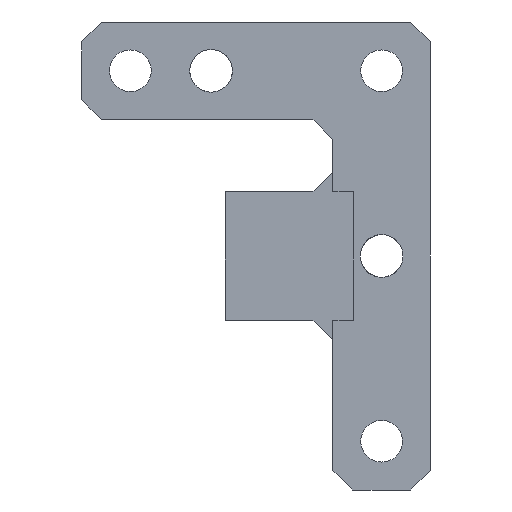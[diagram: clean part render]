
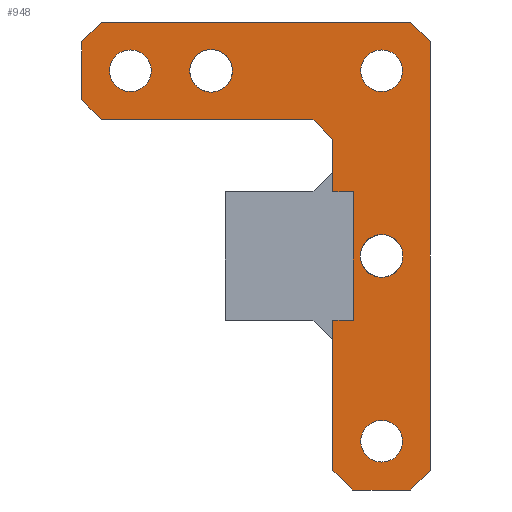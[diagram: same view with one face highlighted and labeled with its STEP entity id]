
A CAD part, left-side view. The second image highlights one B-rep face of the part: STEP entity #948.
In plain terms, the highlighted planar face has unit normal (-1, 0, 0).
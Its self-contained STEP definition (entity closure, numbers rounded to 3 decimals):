
#27=FACE_BOUND('',#128,.T.);
#28=FACE_BOUND('',#129,.T.);
#29=FACE_BOUND('',#130,.T.);
#30=FACE_BOUND('',#131,.T.);
#31=FACE_BOUND('',#132,.T.);
#40=CIRCLE('',#1014,2.1);
#41=CIRCLE('',#1015,2.1);
#42=CIRCLE('',#1016,2.1);
#43=CIRCLE('',#1017,2.147);
#44=CIRCLE('',#1018,2.147);
#76=FACE_OUTER_BOUND('',#127,.T.);
#127=EDGE_LOOP('',(#649,#650,#651,#652,#653,#654,#655,#656,#657,#658,#659,
#660,#661,#662,#663,#664));
#128=EDGE_LOOP('',(#665));
#129=EDGE_LOOP('',(#666));
#130=EDGE_LOOP('',(#667));
#131=EDGE_LOOP('',(#668));
#132=EDGE_LOOP('',(#669));
#189=LINE('',#1374,#295);
#195=LINE('',#1385,#301);
#196=LINE('',#1389,#302);
#200=LINE('',#1397,#306);
#205=LINE('',#1407,#311);
#206=LINE('',#1409,#312);
#207=LINE('',#1411,#313);
#208=LINE('',#1413,#314);
#209=LINE('',#1415,#315);
#210=LINE('',#1417,#316);
#211=LINE('',#1419,#317);
#212=LINE('',#1421,#318);
#213=LINE('',#1422,#319);
#214=LINE('',#1424,#320);
#215=LINE('',#1426,#321);
#216=LINE('',#1427,#322);
#295=VECTOR('',#1098,10.);
#301=VECTOR('',#1106,10.);
#302=VECTOR('',#1109,10.);
#306=VECTOR('',#1115,10.);
#311=VECTOR('',#1122,10.);
#312=VECTOR('',#1123,10.);
#313=VECTOR('',#1124,10.);
#314=VECTOR('',#1125,10.);
#315=VECTOR('',#1126,10.);
#316=VECTOR('',#1127,10.);
#317=VECTOR('',#1128,10.);
#318=VECTOR('',#1129,10.);
#319=VECTOR('',#1130,10.);
#320=VECTOR('',#1131,10.);
#321=VECTOR('',#1132,10.);
#322=VECTOR('',#1133,10.);
#401=VERTEX_POINT('',#1371);
#402=VERTEX_POINT('',#1373);
#406=VERTEX_POINT('',#1383);
#407=VERTEX_POINT('',#1387);
#408=VERTEX_POINT('',#1388);
#411=VERTEX_POINT('',#1396);
#415=VERTEX_POINT('',#1406);
#416=VERTEX_POINT('',#1408);
#417=VERTEX_POINT('',#1410);
#418=VERTEX_POINT('',#1412);
#419=VERTEX_POINT('',#1414);
#420=VERTEX_POINT('',#1416);
#421=VERTEX_POINT('',#1418);
#422=VERTEX_POINT('',#1420);
#423=VERTEX_POINT('',#1423);
#424=VERTEX_POINT('',#1425);
#425=VERTEX_POINT('',#1428);
#426=VERTEX_POINT('',#1430);
#427=VERTEX_POINT('',#1432);
#428=VERTEX_POINT('',#1434);
#429=VERTEX_POINT('',#1436);
#493=EDGE_CURVE('',#401,#402,#189,.T.);
#499=EDGE_CURVE('',#401,#406,#195,.T.);
#500=EDGE_CURVE('',#407,#408,#196,.T.);
#504=EDGE_CURVE('',#411,#408,#200,.T.);
#509=EDGE_CURVE('',#407,#415,#205,.T.);
#510=EDGE_CURVE('',#416,#415,#206,.T.);
#511=EDGE_CURVE('',#416,#417,#207,.T.);
#512=EDGE_CURVE('',#418,#417,#208,.T.);
#513=EDGE_CURVE('',#418,#419,#209,.T.);
#514=EDGE_CURVE('',#420,#419,#210,.T.);
#515=EDGE_CURVE('',#420,#421,#211,.T.);
#516=EDGE_CURVE('',#422,#421,#212,.T.);
#517=EDGE_CURVE('',#422,#402,#213,.T.);
#518=EDGE_CURVE('',#406,#423,#214,.T.);
#519=EDGE_CURVE('',#423,#424,#215,.T.);
#520=EDGE_CURVE('',#424,#411,#216,.T.);
#521=EDGE_CURVE('',#425,#425,#40,.T.);
#522=EDGE_CURVE('',#426,#426,#41,.T.);
#523=EDGE_CURVE('',#427,#427,#42,.T.);
#524=EDGE_CURVE('',#428,#428,#43,.T.);
#525=EDGE_CURVE('',#429,#429,#44,.T.);
#649=ORIENTED_EDGE('',*,*,#500,.F.);
#650=ORIENTED_EDGE('',*,*,#509,.T.);
#651=ORIENTED_EDGE('',*,*,#510,.F.);
#652=ORIENTED_EDGE('',*,*,#511,.T.);
#653=ORIENTED_EDGE('',*,*,#512,.F.);
#654=ORIENTED_EDGE('',*,*,#513,.T.);
#655=ORIENTED_EDGE('',*,*,#514,.F.);
#656=ORIENTED_EDGE('',*,*,#515,.T.);
#657=ORIENTED_EDGE('',*,*,#516,.F.);
#658=ORIENTED_EDGE('',*,*,#517,.T.);
#659=ORIENTED_EDGE('',*,*,#493,.F.);
#660=ORIENTED_EDGE('',*,*,#499,.T.);
#661=ORIENTED_EDGE('',*,*,#518,.T.);
#662=ORIENTED_EDGE('',*,*,#519,.T.);
#663=ORIENTED_EDGE('',*,*,#520,.T.);
#664=ORIENTED_EDGE('',*,*,#504,.T.);
#665=ORIENTED_EDGE('',*,*,#521,.T.);
#666=ORIENTED_EDGE('',*,*,#522,.T.);
#667=ORIENTED_EDGE('',*,*,#523,.T.);
#668=ORIENTED_EDGE('',*,*,#524,.T.);
#669=ORIENTED_EDGE('',*,*,#525,.T.);
#909=PLANE('',#1013);
#948=ADVANCED_FACE('',(#76,#27,#28,#29,#30,#31),#909,.F.);
#1013=AXIS2_PLACEMENT_3D('',#1405,#1120,#1121);
#1014=AXIS2_PLACEMENT_3D('',#1429,#1134,#1135);
#1015=AXIS2_PLACEMENT_3D('',#1431,#1136,#1137);
#1016=AXIS2_PLACEMENT_3D('',#1433,#1138,#1139);
#1017=AXIS2_PLACEMENT_3D('',#1435,#1140,#1141);
#1018=AXIS2_PLACEMENT_3D('',#1437,#1142,#1143);
#1098=DIRECTION('',(0.,0.707,0.707));
#1106=DIRECTION('',(0.,0.,-1.));
#1109=DIRECTION('',(0.,0.707,0.707));
#1115=DIRECTION('',(0.,0.,-1.));
#1120=DIRECTION('center_axis',(1.,0.,0.));
#1121=DIRECTION('ref_axis',(0.,0.,-1.));
#1122=DIRECTION('',(0.,-1.,0.));
#1123=DIRECTION('',(0.,0.707,-0.707));
#1124=DIRECTION('',(0.,0.,1.));
#1125=DIRECTION('',(0.,-0.707,-0.707));
#1126=DIRECTION('',(0.,1.,0.));
#1127=DIRECTION('',(0.,-0.707,0.707));
#1128=DIRECTION('',(0.,0.,-1.));
#1129=DIRECTION('',(0.,0.707,0.707));
#1130=DIRECTION('',(0.,-1.,0.));
#1131=DIRECTION('',(0.,-1.,0.));
#1132=DIRECTION('',(0.,0.,-1.));
#1133=DIRECTION('',(0.,1.,0.));
#1134=DIRECTION('center_axis',(1.,0.,0.));
#1135=DIRECTION('ref_axis',(0.,0.,-1.));
#1136=DIRECTION('center_axis',(1.,0.,0.));
#1137=DIRECTION('ref_axis',(0.,0.,-1.));
#1138=DIRECTION('center_axis',(1.,0.,0.));
#1139=DIRECTION('ref_axis',(0.,0.,-1.));
#1140=DIRECTION('center_axis',(1.,0.,0.));
#1141=DIRECTION('ref_axis',(0.,0.,-1.));
#1142=DIRECTION('center_axis',(1.,0.,0.));
#1143=DIRECTION('ref_axis',(0.,0.,-1.));
#1371=CARTESIAN_POINT('',(-6.,4.91,-6.91));
#1373=CARTESIAN_POINT('',(-6.,6.91,-4.91));
#1374=CARTESIAN_POINT('',(-6.,4.411,-7.409));
#1383=CARTESIAN_POINT('',(-6.,4.91,-12.19));
#1385=CARTESIAN_POINT('',(-6.,4.91,-42.191));
#1387=CARTESIAN_POINT('',(-6.,2.91,-42.191));
#1388=CARTESIAN_POINT('',(-6.,4.91,-40.191));
#1389=CARTESIAN_POINT('',(-6.,11.732,-33.369));
#1396=CARTESIAN_POINT('',(-6.,4.91,-25.09));
#1397=CARTESIAN_POINT('',(-6.,4.91,-42.191));
#1405=CARTESIAN_POINT('Origin',(-6.,12.646,-18.641));
#1406=CARTESIAN_POINT('',(-6.,-2.91,-42.191));
#1407=CARTESIAN_POINT('',(-6.,-4.91,-42.191));
#1408=CARTESIAN_POINT('',(-6.,-4.91,-40.191));
#1409=CARTESIAN_POINT('',(-6.,-5.409,-39.692));
#1410=CARTESIAN_POINT('',(-6.,-4.91,2.91));
#1411=CARTESIAN_POINT('',(-6.,-4.91,4.91));
#1412=CARTESIAN_POINT('',(-6.,-2.91,4.91));
#1413=CARTESIAN_POINT('',(-6.,-5.409,2.411));
#1414=CARTESIAN_POINT('',(-6.,28.202,4.91));
#1415=CARTESIAN_POINT('',(-6.,-4.91,4.91));
#1416=CARTESIAN_POINT('',(-6.,30.202,2.91));
#1417=CARTESIAN_POINT('',(-6.,30.701,2.411));
#1418=CARTESIAN_POINT('',(-6.,30.202,-2.91));
#1419=CARTESIAN_POINT('',(-6.,30.202,4.91));
#1420=CARTESIAN_POINT('',(-6.,28.202,-4.91));
#1421=CARTESIAN_POINT('',(-6.,21.38,-11.732));
#1422=CARTESIAN_POINT('',(-6.,30.202,-4.91));
#1423=CARTESIAN_POINT('',(-6.,2.85,-12.19));
#1424=CARTESIAN_POINT('',(-6.,7.748,-12.19));
#1425=CARTESIAN_POINT('',(-6.,2.85,-25.09));
#1426=CARTESIAN_POINT('',(-6.,2.85,-21.865));
#1427=CARTESIAN_POINT('',(-6.,8.778,-25.09));
#1428=CARTESIAN_POINT('',(-6.,0.,-35.181));
#1429=CARTESIAN_POINT('Origin',(-6.,0.,-37.281));
#1430=CARTESIAN_POINT('',(-6.,25.292,2.1));
#1431=CARTESIAN_POINT('Origin',(-6.,25.292,0.));
#1432=CARTESIAN_POINT('',(-6.,0.,2.1));
#1433=CARTESIAN_POINT('Origin',(-6.,0.,0.));
#1434=CARTESIAN_POINT('',(-6.,17.166,2.146));
#1435=CARTESIAN_POINT('Origin',(-6.,17.166,0.));
#1436=CARTESIAN_POINT('',(-6.,0.,-16.494));
#1437=CARTESIAN_POINT('Origin',(-6.,0.,-18.64));
